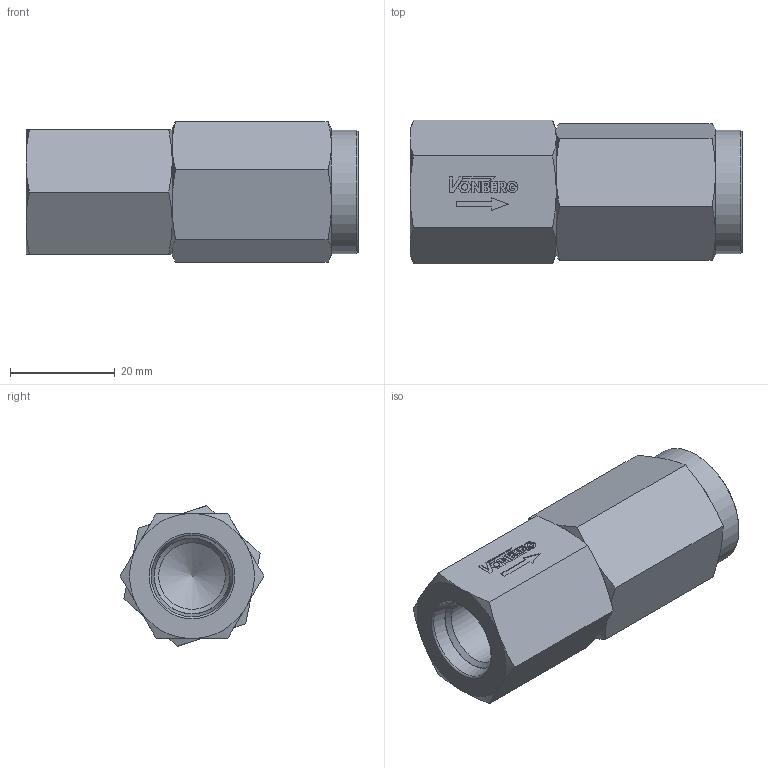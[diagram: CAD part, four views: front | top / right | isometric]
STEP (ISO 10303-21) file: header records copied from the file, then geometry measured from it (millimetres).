
FILE_DESCRIPTION((''),'2;1');
FILE_NAME('1456.stp','2015-01-26T12:41:42',('jml'),(''),'Autodesk Inventor 2010','Autodesk Inventor 2010','');
FILE_SCHEMA(('AUTOMOTIVE_DESIGN { 1 0 10303 214 1 1 1 1 }'));
Length unit declared in the file: inch
Products named in the file (3): 1456; 220920; 221089
Assembly tree (2 placements, depth 2):
  1456
    220920
    221089
Bounding box: 63.5 x 27.48 x 26.91 mm (x, y, z)
Volume: 25043.2 mm3; surface area: 10245.3 mm2
Topology: 2 solids, 2 shells, 173 faces, 443 edges, 290 vertices
Faces by surface type: plane 106, cone 34, cylinder 25, bspline 5, torus 3
Full cylindrical faces by diameter (mm): 1.218 x1, 2.388 x6, 14.224 x1, 16.815 x1, 19.05 x1, 23.622 x1
Entity records: 5380 total; most frequent: CARTESIAN_POINT 1241, ORIENTED_EDGE 808, DIRECTION 786, EDGE_CURVE 404, VERTEX_POINT 280, AXIS2_PLACEMENT_3D 263, VECTOR 260, LINE 260
